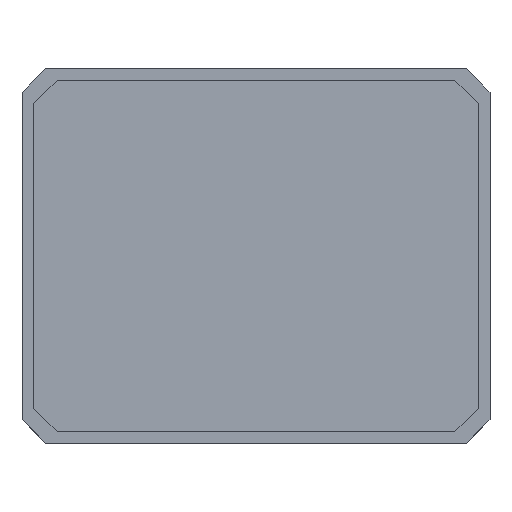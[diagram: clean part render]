
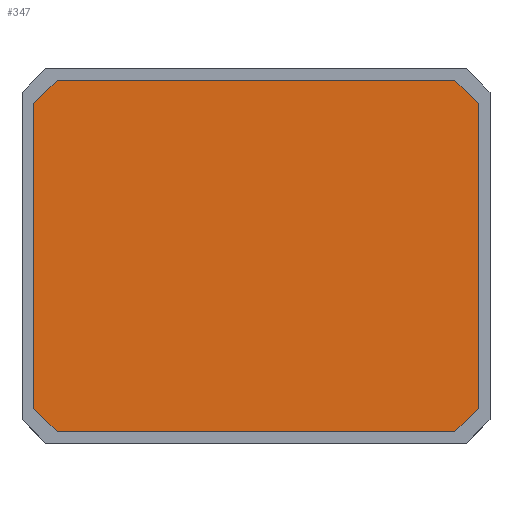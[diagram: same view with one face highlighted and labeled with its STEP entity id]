
A CAD part, top view. The second image highlights one B-rep face of the part: STEP entity #347.
In plain terms, the highlighted planar face has unit normal (0, 0, 1).
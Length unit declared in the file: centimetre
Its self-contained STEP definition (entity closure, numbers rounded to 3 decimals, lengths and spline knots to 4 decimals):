
#18=FACE_OUTER_BOUND($,#36,.T.);
#36=EDGE_LOOP($,(#244,#245,#246,#247,#248,#249,#250,#251));
#54=LINE($,#480,#102);
#58=LINE($,#487,#106);
#61=LINE($,#493,#109);
#64=LINE($,#499,#112);
#65=LINE($,#502,#113);
#66=LINE($,#504,#114);
#67=LINE($,#506,#115);
#68=LINE($,#507,#116);
#102=VECTOR($,#390,0.17);
#106=VECTOR($,#396,0.0141);
#109=VECTOR($,#401,0.13);
#112=VECTOR($,#406,0.0141);
#113=VECTOR($,#409,0.17);
#114=VECTOR($,#410,0.0141);
#115=VECTOR($,#411,0.13);
#116=VECTOR($,#412,0.0141);
#150=VERTEX_POINT($,#477);
#151=VERTEX_POINT($,#479);
#153=VERTEX_POINT($,#485);
#155=VERTEX_POINT($,#491);
#157=VERTEX_POINT($,#497);
#158=VERTEX_POINT($,#501);
#159=VERTEX_POINT($,#503);
#160=VERTEX_POINT($,#505);
#182=EDGE_CURVE($,#151,#150,#54,.T.);
#186=EDGE_CURVE($,#153,#150,#58,.T.);
#189=EDGE_CURVE($,#153,#155,#61,.T.);
#192=EDGE_CURVE($,#157,#155,#64,.T.);
#193=EDGE_CURVE($,#157,#158,#65,.T.);
#194=EDGE_CURVE($,#159,#158,#66,.T.);
#195=EDGE_CURVE($,#159,#160,#67,.T.);
#196=EDGE_CURVE($,#151,#160,#68,.T.);
#244=ORIENTED_EDGE($,*,*,#186,.F.);
#245=ORIENTED_EDGE($,*,*,#189,.T.);
#246=ORIENTED_EDGE($,*,*,#192,.F.);
#247=ORIENTED_EDGE($,*,*,#193,.T.);
#248=ORIENTED_EDGE($,*,*,#194,.F.);
#249=ORIENTED_EDGE($,*,*,#195,.T.);
#250=ORIENTED_EDGE($,*,*,#196,.F.);
#251=ORIENTED_EDGE($,*,*,#182,.T.);
#328=PLANE($,#369);
#347=ADVANCED_FACE($,(#18),#328,.T.);
#369=AXIS2_PLACEMENT_3D($,#500,#407,#408);
#390=DIRECTION($,(-1.,0.,0.));
#396=DIRECTION($,(0.707,0.707,0.));
#401=DIRECTION($,(0.,-1.,0.));
#406=DIRECTION($,(-0.707,0.707,0.));
#407=DIRECTION('center_axis',(0.,0.,1.));
#408=DIRECTION('ref_axis',(1.,0.,0.));
#409=DIRECTION($,(1.,0.,0.));
#410=DIRECTION($,(-0.707,-0.707,0.));
#411=DIRECTION($,(0.,1.,0.));
#412=DIRECTION($,(0.707,-0.707,0.));
#477=CARTESIAN_POINT('',(-0.085,0.075,0.05));
#479=CARTESIAN_POINT('',(0.085,0.075,0.05));
#480=CARTESIAN_POINT($,(0.,0.075,0.05));
#485=CARTESIAN_POINT('',(-0.095,0.065,0.05));
#487=CARTESIAN_POINT($,(-0.085,0.075,0.05));
#491=CARTESIAN_POINT('',(-0.095,-0.065,0.05));
#493=CARTESIAN_POINT($,(-0.095,0.,0.05));
#497=CARTESIAN_POINT('',(-0.085,-0.075,0.05));
#499=CARTESIAN_POINT($,(-0.085,-0.075,0.05));
#500=CARTESIAN_POINT('Origin',(0.,0.,0.05));
#501=CARTESIAN_POINT('',(0.085,-0.075,0.05));
#502=CARTESIAN_POINT($,(0.,-0.075,0.05));
#503=CARTESIAN_POINT('',(0.095,-0.065,0.05));
#504=CARTESIAN_POINT($,(0.085,-0.075,0.05));
#505=CARTESIAN_POINT('',(0.095,0.065,0.05));
#506=CARTESIAN_POINT($,(0.095,0.,0.05));
#507=CARTESIAN_POINT($,(0.085,0.075,0.05));
